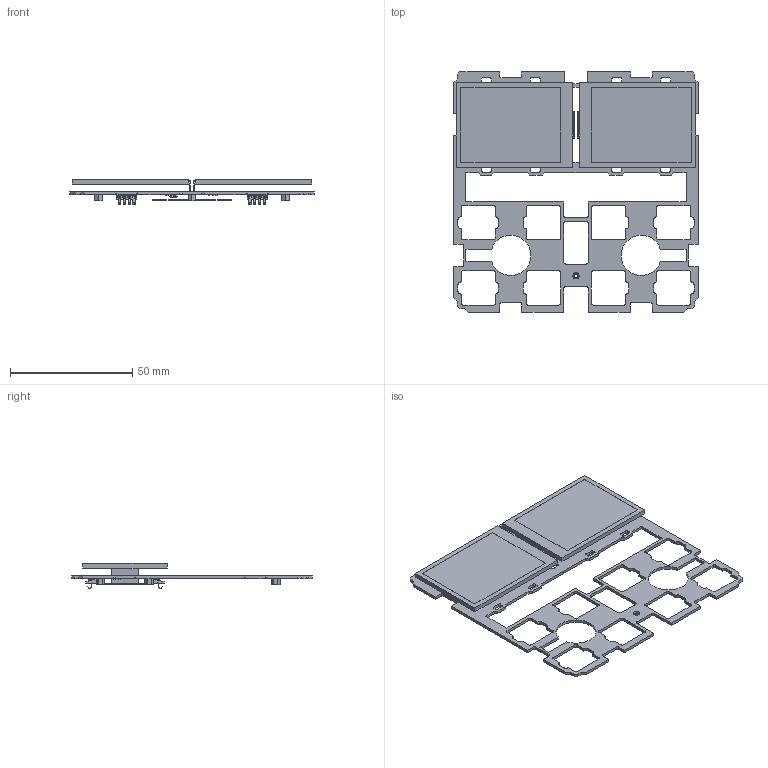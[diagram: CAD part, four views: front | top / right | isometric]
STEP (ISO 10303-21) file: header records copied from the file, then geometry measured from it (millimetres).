
FILE_DESCRIPTION(('KiCad electronic assembly'),'2;1');
FILE_NAME('VSN1_layer3.step','2024-10-14T13:21:04',('Pcbnew'),('Kicad'), 'Open CASCADE STEP processor 7.6','KiCad to STEP converter','Unknown' );
FILE_SCHEMA(('AUTOMOTIVE_DESIGN { 1 0 10303 214 1 1 1 1 }'));
Length unit declared in the file: millimetre
Products named in the file (14): VSN1_layer3 1; PCBA-TEK1-DISPLAY; Open CASCADE STEP translator 7.6 1; R_0402_1005Metric; battery_conn; battery_spring; SMD_NUT_M1.6x2.5; Pocket; C_0402_1005Metric; SOT-23; SOT_23; _autosave-PCBA-VSNX-LCDMOUNT_PCB
Assembly tree (32 placements, depth 3):
  VSN1_layer3 1
    PCBA-TEK1-DISPLAY  x2
      Open CASCADE STEP translator 7.6 1
    R_0402_1005Metric  x9
      R_0402_1005Metric
    battery_conn  x4
      battery_spring
    SMD_NUT_M1.6x2.5  x5
      Pocket
    C_0402_1005Metric  x4
      C_0402_1005Metric
    SOT-23
      SOT_23
    _autosave-PCBA-VSNX-LCDMOUNT_PCB
Bounding box: 100 x 98.5 x 10.35 mm (x, y, z)
Volume: 13322.5 mm3; surface area: 23111.9 mm2
Topology: 42 solids, 42 shells, 1859 faces, 5076 edges, 3302 vertices
Faces by surface type: plane 1197, cylinder 603, bspline 59
Full cylindrical faces by diameter (mm): 1 x30, 1.6 x5, 2.41 x5, 2.6 x5
Entity records: 27008 total; most frequent: CARTESIAN_POINT 4731, ORIENTED_EDGE 4434, DIRECTION 4309, EDGE_CURVE 2217, LINE 1593, VECTOR 1593, VERTEX_POINT 1448, AXIS2_PLACEMENT_3D 1358
